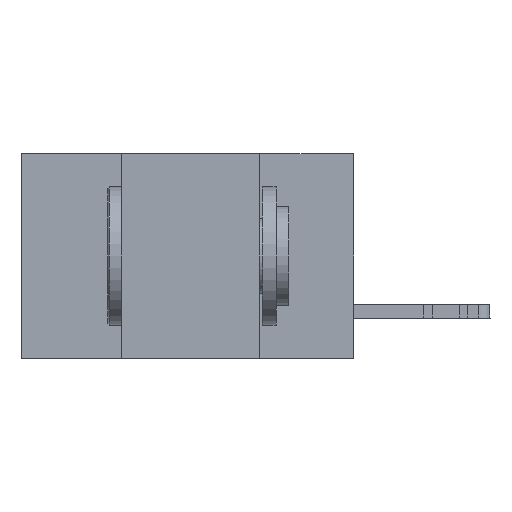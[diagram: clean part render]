
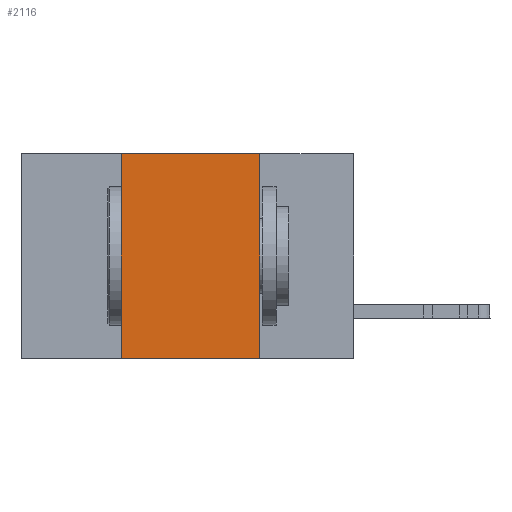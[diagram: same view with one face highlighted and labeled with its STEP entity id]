
A CAD part, left-side view. The second image highlights one B-rep face of the part: STEP entity #2116.
In plain terms, the highlighted planar face has unit normal (-1, 0, 0).
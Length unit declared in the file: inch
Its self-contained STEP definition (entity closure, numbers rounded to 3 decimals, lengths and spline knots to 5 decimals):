
#598 = ORIENTED_EDGE ( 'NONE', *, *, #27483, .F. ) ;
#2116 = ADVANCED_FACE ( 'NONE', ( #22764 ), #2582, .F. ) ;
#2118 = VECTOR ( 'NONE', #10617, 39.37008 ) ;
#2326 = VECTOR ( 'NONE', #41563, 39.37008 ) ;
#2582 = PLANE ( 'NONE',  #14205 ) ;
#3350 = VECTOR ( 'NONE', #16893, 39.37008 ) ;
#4140 = VERTEX_POINT ( 'NONE', #22687 ) ;
#6923 = CARTESIAN_POINT ( 'NONE',  ( 0., 0.6, 0. ) ) ;
#9298 = EDGE_CURVE ( 'NONE', #10645, #27401, #23120, .T. ) ;
#9751 = CARTESIAN_POINT ( 'NONE',  ( 0., 0.42, 0. ) ) ;
#10078 = DIRECTION ( 'NONE',  ( 0., 0., -1. ) ) ;
#10532 = CARTESIAN_POINT ( 'NONE',  ( 0., 0.6, 0. ) ) ;
#10617 = DIRECTION ( 'NONE',  ( 0., 0., -1. ) ) ;
#10645 = VERTEX_POINT ( 'NONE', #44962 ) ;
#12197 = EDGE_CURVE ( 'NONE', #4140, #13493, #32435, .T. ) ;
#13493 = VERTEX_POINT ( 'NONE', #48980 ) ;
#13594 = CARTESIAN_POINT ( 'NONE',  ( 0., 0.17, 0. ) ) ;
#14205 = AXIS2_PLACEMENT_3D ( 'NONE', #6923, #26235, #10078 ) ;
#16893 = DIRECTION ( 'NONE',  ( 0., -1., 0. ) ) ;
#21186 = VECTOR ( 'NONE', #37034, 39.37008 ) ;
#22687 = CARTESIAN_POINT ( 'NONE',  ( 0., 0.17, 0. ) ) ;
#22764 = FACE_OUTER_BOUND ( 'NONE', #35617, .T. ) ;
#23120 = LINE ( 'NONE', #9751, #21186 ) ;
#26235 = DIRECTION ( 'NONE',  ( 1., 0., 0. ) ) ;
#27401 = VERTEX_POINT ( 'NONE', #33021 ) ;
#27483 = EDGE_CURVE ( 'NONE', #27401, #4140, #30376, .T. ) ;
#29802 = ORIENTED_EDGE ( 'NONE', *, *, #9298, .F. ) ;
#30376 = LINE ( 'NONE', #10532, #2326 ) ;
#31262 = LINE ( 'NONE', #36064, #3350 ) ;
#32435 = LINE ( 'NONE', #13594, #2118 ) ;
#33021 = CARTESIAN_POINT ( 'NONE',  ( 0., 0.42, 0. ) ) ;
#35617 = EDGE_LOOP ( 'NONE', ( #49529, #598, #29802, #44477 ) ) ;
#36064 = CARTESIAN_POINT ( 'NONE',  ( 0., 0.6, -0.37 ) ) ;
#37034 = DIRECTION ( 'NONE',  ( 0., 0., 1. ) ) ;
#41563 = DIRECTION ( 'NONE',  ( 0., -1., 0. ) ) ;
#44477 = ORIENTED_EDGE ( 'NONE', *, *, #48341, .T. ) ;
#44962 = CARTESIAN_POINT ( 'NONE',  ( 0., 0.42, -0.37 ) ) ;
#48341 = EDGE_CURVE ( 'NONE', #10645, #13493, #31262, .T. ) ;
#48980 = CARTESIAN_POINT ( 'NONE',  ( 0., 0.17, -0.37 ) ) ;
#49529 = ORIENTED_EDGE ( 'NONE', *, *, #12197, .F. ) ;
